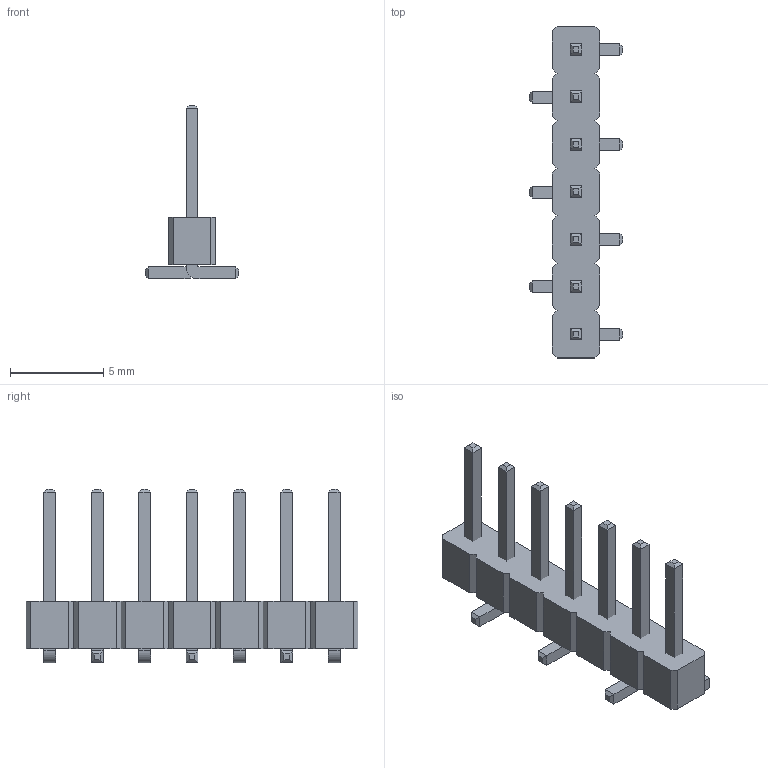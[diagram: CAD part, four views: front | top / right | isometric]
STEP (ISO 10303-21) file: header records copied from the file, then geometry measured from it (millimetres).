
FILE_DESCRIPTION(/* description */ ('model of PinHeader_1x07_P2.54mm_Vertical_SMD_Pin1Right'),/* implementation_level */ '2;1');
FILE_NAME(/* name */ 'PinHeader_1x07_P2.54mm_Vertical_SMD_Pin1Right.step',/* time_stamp */ '2018-01-24T13:36:58',/* author */ ('kicad StepUp','ksu'),/* organization */ ('FreeCAD'),/* preprocessor_version */ 'OCC',/* originating_system */ 'kicad StepUp',/* authorisation */ '');
FILE_SCHEMA(('AUTOMOTIVE_DESIGN { 1 0 10303 214 1 1 1 1 }'));
Length unit declared in the file: millimetre
Products named in the file (2): PinHeader_1x07_P254mm_Vertical_SMD_Pin1Right; Shape0_0316294739847
Bounding box: 5 x 17.78 x 9.3 mm (x, y, z)
Volume: 144.6 mm3; surface area: 401.7 mm2
Topology: 8 solids, 8 shells, 165 faces, 391 edges, 242 vertices
Faces by surface type: plane 158, cylinder 7
Entity records: 3055 total; most frequent: ORIENTED_EDGE 605, CARTESIAN_POINT 462, EDGE_CURVE 391, LINE 377, VERTEX_POINT 242, AXIS2_PLACEMENT_3D 177, ADVANCED_FACE 165, FACE_BOUND 165
